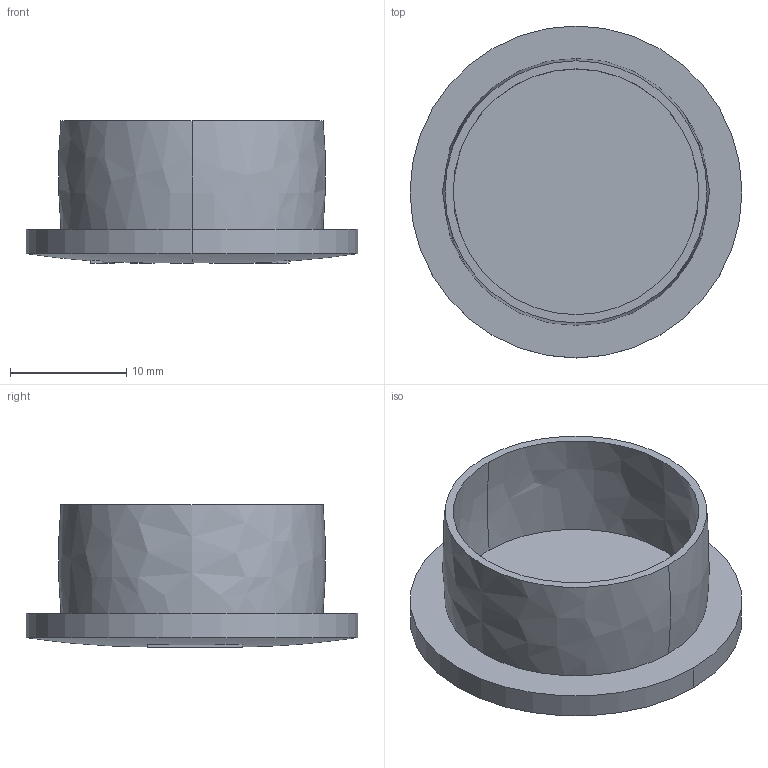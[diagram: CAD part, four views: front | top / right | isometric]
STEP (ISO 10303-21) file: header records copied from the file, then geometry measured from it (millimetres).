
FILE_DESCRIPTION((''),'2;1');
FILE_NAME('RC-Z2058_1604223','2013-10-17T',('vbengel'),(''),'PRO/ENGINEER BY PARAMETRIC TECHNOLOGY CORPORATION, 2012480','PRO/ENGINEER BY PARAMETRIC TECHNOLOGY CORPORATION, 2012480','');
FILE_SCHEMA(('AUTOMOTIVE_DESIGN { 1 0 10303 214 1 1 1 1 }'));
Length unit declared in the file: millimetre
Products named in the file (1): RC-Z2058_1604223
Bounding box: 28.5 x 28.5 x 12.22 mm (x, y, z)
Volume: 2100.1 mm3; surface area: 2769 mm2
Topology: 1 solids, 1 shells, 48 faces, 124 edges, 81 vertices
Faces by surface type: plane 40, bspline 6, cylinder 2
Entity records: 1804 total; most frequent: CARTESIAN_POINT 559, ORIENTED_EDGE 244, DIRECTION 190, EDGE_CURVE 122, VERTEX_POINT 81, VECTOR 68, LINE 68, AXIS2_PLACEMENT_3D 61
